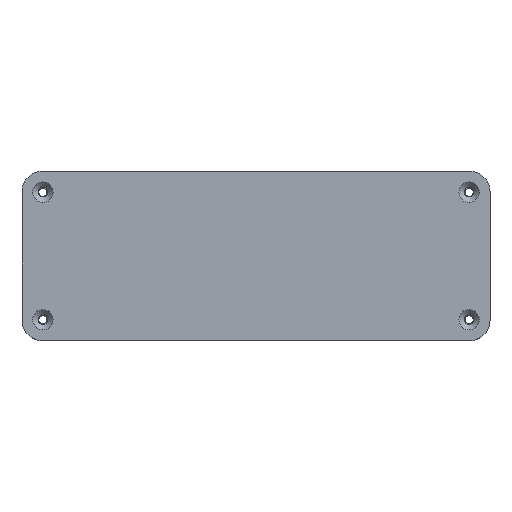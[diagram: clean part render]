
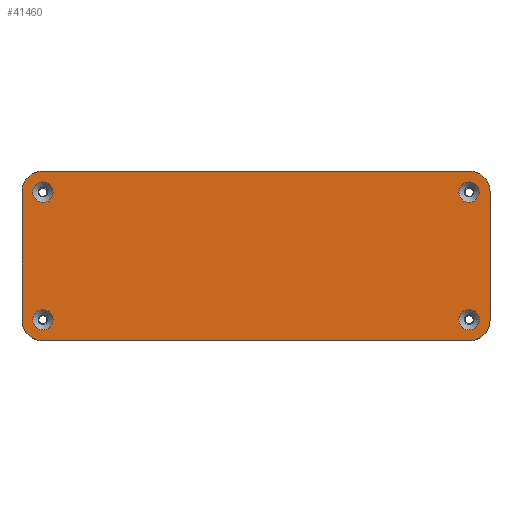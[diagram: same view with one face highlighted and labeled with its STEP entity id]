
A CAD part, top view. The second image highlights one B-rep face of the part: STEP entity #41460.
In plain terms, the highlighted planar face has unit normal (0, 0, 1).
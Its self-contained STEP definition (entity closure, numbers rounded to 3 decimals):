
#843=FACE_BOUND('',#8257,.T.);
#844=FACE_BOUND('',#8258,.T.);
#845=FACE_BOUND('',#8259,.T.);
#846=FACE_BOUND('',#8260,.T.);
#2860=CIRCLE('',#45415,2.);
#2862=CIRCLE('',#45418,4.);
#2863=CIRCLE('',#45419,4.);
#2864=CIRCLE('',#45420,4.);
#2865=CIRCLE('',#45421,4.);
#2866=CIRCLE('',#45422,2.);
#2867=CIRCLE('',#45423,2.);
#2868=CIRCLE('',#45424,2.);
#5580=FACE_OUTER_BOUND('',#8256,.T.);
#8256=EDGE_LOOP('',(#37385,#37386,#37387,#37388,#37389,#37390,#37391,#37392));
#8257=EDGE_LOOP('',(#37393));
#8258=EDGE_LOOP('',(#37394));
#8259=EDGE_LOOP('',(#37395));
#8260=EDGE_LOOP('',(#37396));
#12433=LINE('',#70972,#16592);
#12434=LINE('',#70976,#16593);
#12435=LINE('',#70980,#16594);
#12436=LINE('',#70983,#16595);
#16592=VECTOR('',#57232,10.);
#16593=VECTOR('',#57235,10.);
#16594=VECTOR('',#57238,10.);
#16595=VECTOR('',#57241,10.);
#20118=VERTEX_POINT('',#70962);
#20120=VERTEX_POINT('',#70968);
#20121=VERTEX_POINT('',#70969);
#20122=VERTEX_POINT('',#70971);
#20123=VERTEX_POINT('',#70973);
#20124=VERTEX_POINT('',#70975);
#20125=VERTEX_POINT('',#70977);
#20126=VERTEX_POINT('',#70979);
#20127=VERTEX_POINT('',#70981);
#20128=VERTEX_POINT('',#70984);
#20129=VERTEX_POINT('',#70986);
#20130=VERTEX_POINT('',#70988);
#25879=EDGE_CURVE('',#20118,#20118,#2860,.T.);
#25882=EDGE_CURVE('',#20120,#20121,#2862,.T.);
#25883=EDGE_CURVE('',#20120,#20122,#12433,.T.);
#25884=EDGE_CURVE('',#20123,#20122,#2863,.T.);
#25885=EDGE_CURVE('',#20123,#20124,#12434,.T.);
#25886=EDGE_CURVE('',#20125,#20124,#2864,.T.);
#25887=EDGE_CURVE('',#20125,#20126,#12435,.T.);
#25888=EDGE_CURVE('',#20127,#20126,#2865,.T.);
#25889=EDGE_CURVE('',#20127,#20121,#12436,.T.);
#25890=EDGE_CURVE('',#20128,#20128,#2866,.T.);
#25891=EDGE_CURVE('',#20129,#20129,#2867,.T.);
#25892=EDGE_CURVE('',#20130,#20130,#2868,.T.);
#37385=ORIENTED_EDGE('',*,*,#25882,.F.);
#37386=ORIENTED_EDGE('',*,*,#25883,.T.);
#37387=ORIENTED_EDGE('',*,*,#25884,.F.);
#37388=ORIENTED_EDGE('',*,*,#25885,.T.);
#37389=ORIENTED_EDGE('',*,*,#25886,.F.);
#37390=ORIENTED_EDGE('',*,*,#25887,.T.);
#37391=ORIENTED_EDGE('',*,*,#25888,.F.);
#37392=ORIENTED_EDGE('',*,*,#25889,.T.);
#37393=ORIENTED_EDGE('',*,*,#25890,.F.);
#37394=ORIENTED_EDGE('',*,*,#25891,.F.);
#37395=ORIENTED_EDGE('',*,*,#25892,.F.);
#37396=ORIENTED_EDGE('',*,*,#25879,.F.);
#38954=PLANE('',#45417);
#41460=ADVANCED_FACE('',(#5580,#843,#844,#845,#846),#38954,.T.);
#45415=AXIS2_PLACEMENT_3D('',#70963,#57223,#57224);
#45417=AXIS2_PLACEMENT_3D('',#70967,#57228,#57229);
#45418=AXIS2_PLACEMENT_3D('',#70970,#57230,#57231);
#45419=AXIS2_PLACEMENT_3D('',#70974,#57233,#57234);
#45420=AXIS2_PLACEMENT_3D('',#70978,#57236,#57237);
#45421=AXIS2_PLACEMENT_3D('',#70982,#57239,#57240);
#45422=AXIS2_PLACEMENT_3D('',#70985,#57242,#57243);
#45423=AXIS2_PLACEMENT_3D('',#70987,#57244,#57245);
#45424=AXIS2_PLACEMENT_3D('',#70989,#57246,#57247);
#57223=DIRECTION('center_axis',(0.,0.,1.));
#57224=DIRECTION('ref_axis',(-1.,0.,0.));
#57228=DIRECTION('center_axis',(0.,0.,1.));
#57229=DIRECTION('ref_axis',(1.,0.,0.));
#57230=DIRECTION('center_axis',(0.,0.,-1.));
#57231=DIRECTION('ref_axis',(0.707,0.707,0.));
#57232=DIRECTION('',(-1.,0.,0.));
#57233=DIRECTION('center_axis',(0.,0.,-1.));
#57234=DIRECTION('ref_axis',(-0.707,0.707,0.));
#57235=DIRECTION('',(0.,-1.,0.));
#57236=DIRECTION('center_axis',(0.,0.,-1.));
#57237=DIRECTION('ref_axis',(-0.707,-0.707,0.));
#57238=DIRECTION('',(1.,0.,0.));
#57239=DIRECTION('center_axis',(0.,0.,-1.));
#57240=DIRECTION('ref_axis',(0.707,-0.707,0.));
#57241=DIRECTION('',(0.,1.,0.));
#57242=DIRECTION('center_axis',(0.,0.,1.));
#57243=DIRECTION('ref_axis',(-1.,0.,0.));
#57244=DIRECTION('center_axis',(0.,0.,1.));
#57245=DIRECTION('ref_axis',(-1.,0.,0.));
#57246=DIRECTION('center_axis',(0.,0.,1.));
#57247=DIRECTION('ref_axis',(-1.,0.,0.));
#70962=CARTESIAN_POINT('',(184.,-106.,6.96));
#70963=CARTESIAN_POINT('Origin',(182.,-106.,6.96));
#70967=CARTESIAN_POINT('Origin',(140.25,-93.5,6.96));
#70968=CARTESIAN_POINT('',(182.1,-76.9,6.96));
#70969=CARTESIAN_POINT('',(186.1,-80.9,6.96));
#70970=CARTESIAN_POINT('Origin',(182.1,-80.9,6.96));
#70971=CARTESIAN_POINT('',(98.4,-76.9,6.96));
#70972=CARTESIAN_POINT('',(94.4,-76.9,6.96));
#70973=CARTESIAN_POINT('',(94.4,-80.9,6.96));
#70974=CARTESIAN_POINT('Origin',(98.4,-80.9,6.96));
#70975=CARTESIAN_POINT('',(94.4,-106.1,6.96));
#70976=CARTESIAN_POINT('',(94.4,-110.1,6.96));
#70977=CARTESIAN_POINT('',(98.4,-110.1,6.96));
#70978=CARTESIAN_POINT('Origin',(98.4,-106.1,6.96));
#70979=CARTESIAN_POINT('',(182.1,-110.1,6.96));
#70980=CARTESIAN_POINT('',(186.1,-110.1,6.96));
#70981=CARTESIAN_POINT('',(186.1,-106.1,6.96));
#70982=CARTESIAN_POINT('Origin',(182.1,-106.1,6.96));
#70983=CARTESIAN_POINT('',(186.1,-76.9,6.96));
#70984=CARTESIAN_POINT('',(184.,-81.,6.96));
#70985=CARTESIAN_POINT('Origin',(182.,-81.,6.96));
#70986=CARTESIAN_POINT('',(100.5,-81.,6.96));
#70987=CARTESIAN_POINT('Origin',(98.5,-81.,6.96));
#70988=CARTESIAN_POINT('',(100.5,-106.,6.96));
#70989=CARTESIAN_POINT('Origin',(98.5,-106.,6.96));
